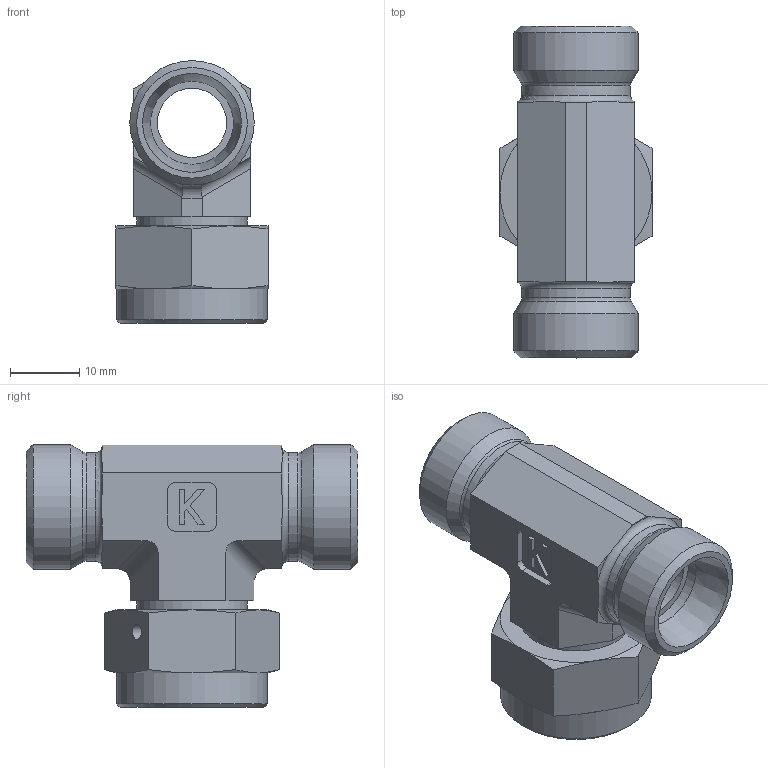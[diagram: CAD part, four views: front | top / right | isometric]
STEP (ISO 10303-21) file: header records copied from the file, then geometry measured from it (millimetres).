
FILE_DESCRIPTION((''),'2;1');
FILE_NAME('3765121812.stp','2014-09-10T15:42:21',(''),('KNOMI spol. s r. o.'),'Autodesk Inventor 2012','Autodesk Inventor 2012','');
FILE_SCHEMA(('AUTOMOTIVE_DESIGN { 1 2 10303 214 0 1 1 1 }'));
Length unit declared in the file: millimetre
Products named in the file (5): TSSO2 12L  M18/M18 v.z."O" 5243-6891; 3775 121812; 395 1218; 9902018; 60709015
Assembly tree (4 placements, depth 2):
  TSSO2 12L  M18/M18 v.z."O" 5243-6891
    3775 121812
    395 1218
    9902018
    60709015
Bounding box: 22 x 48 x 38 mm (x, y, z)
Volume: 12424.4 mm3; surface area: 8972.1 mm2
Topology: 4 solids, 4 shells, 133 faces, 320 edges, 205 vertices
Faces by surface type: plane 70, cone 25, cylinder 25, torus 12, bspline 1
Full cylindrical faces by diameter (mm): 2 x1, 2.2 x1, 8 x1, 10 x1, 12 x2, 15.7 x2, 16 x2, 16.376 x1, 16.4 x1, 18 x2, 21.8 x1
Entity records: 4105 total; most frequent: CARTESIAN_POINT 946, DIRECTION 612, ORIENTED_EDGE 538, EDGE_CURVE 269, AXIS2_PLACEMENT_3D 243, VERTEX_POINT 193, EDGE_LOOP 192, STYLED_ITEM 137
